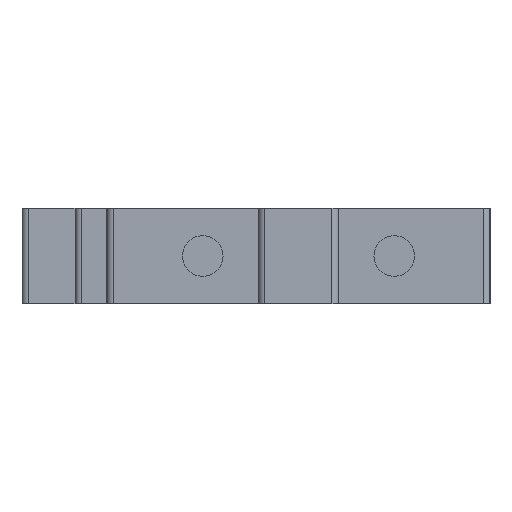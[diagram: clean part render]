
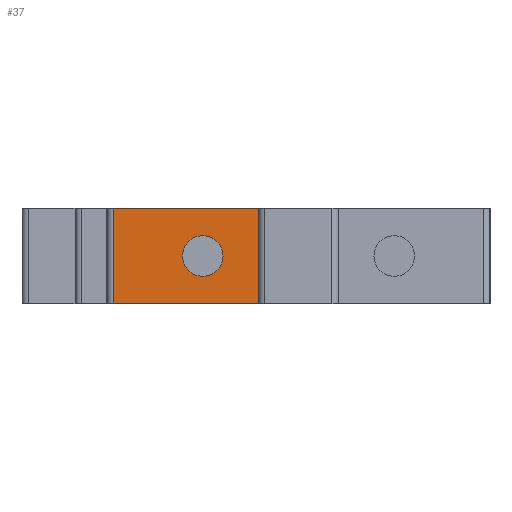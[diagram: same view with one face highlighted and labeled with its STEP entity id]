
A CAD part, left-side view. The second image highlights one B-rep face of the part: STEP entity #37.
In plain terms, the highlighted planar face has unit normal (-1, 0, 0).
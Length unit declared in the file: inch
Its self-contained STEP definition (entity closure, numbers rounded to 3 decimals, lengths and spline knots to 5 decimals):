
#30 = CARTESIAN_POINT ( 'NONE',  ( -3.5625, 1.625, 0.858 ) ) ;
#37 = ADVANCED_FACE ( 'NONE', ( #2235, #2656 ), #174, .F. ) ;
#76 = DIRECTION ( 'NONE',  ( 0., 0., 1. ) ) ;
#106 = CARTESIAN_POINT ( 'NONE',  ( -3.5625, 1.40625, 2.25343 ) ) ;
#112 = EDGE_CURVE ( 'NONE', #1271, #270, #1455, .T. ) ;
#174 = PLANE ( 'NONE',  #411 ) ;
#270 = VERTEX_POINT ( 'NONE', #2188 ) ;
#299 = CARTESIAN_POINT ( 'NONE',  ( -3.5625, 1.40625, 0.75 ) ) ;
#401 = EDGE_CURVE ( 'NONE', #784, #1961, #2297, .T. ) ;
#411 = AXIS2_PLACEMENT_3D ( 'NONE', #1616, #2052, #2419 ) ;
#428 = CARTESIAN_POINT ( 'NONE',  ( -3.5625, 1.625, 0.9375 ) ) ;
#462 = CARTESIAN_POINT ( 'NONE',  ( -3.5625, 1.975, 0.75 ) ) ;
#470 = ORIENTED_EDGE ( 'NONE', *, *, #1512, .F. ) ;
#560 = VECTOR ( 'NONE', #1509, 39.37008 ) ;
#573 = ORIENTED_EDGE ( 'NONE', *, *, #2449, .T. ) ;
#763 = LINE ( 'NONE', #106, #1357 ) ;
#784 = VERTEX_POINT ( 'NONE', #299 ) ;
#877 = ORIENTED_EDGE ( 'NONE', *, *, #1541, .F. ) ;
#952 = DIRECTION ( 'NONE',  ( 0., 0., -1. ) ) ;
#1271 = VERTEX_POINT ( 'NONE', #1559 ) ;
#1277 = CARTESIAN_POINT ( 'NONE',  ( -3.5625, 1.625, 1.017 ) ) ;
#1334 = DIRECTION ( 'NONE',  ( -1., 0., 0. ) ) ;
#1348 = DIRECTION ( 'NONE',  ( 0., 0., -1. ) ) ;
#1357 = VECTOR ( 'NONE', #1348, 39.37008 ) ;
#1360 = ORIENTED_EDGE ( 'NONE', *, *, #112, .T. ) ;
#1405 = VERTEX_POINT ( 'NONE', #30 ) ;
#1455 = LINE ( 'NONE', #2065, #1586 ) ;
#1509 = DIRECTION ( 'NONE',  ( 0., 1., 0. ) ) ;
#1512 = EDGE_CURVE ( 'NONE', #1271, #784, #763, .T. ) ;
#1541 = EDGE_CURVE ( 'NONE', #1745, #1405, #2600, .T. ) ;
#1549 = ORIENTED_EDGE ( 'NONE', *, *, #2378, .F. ) ;
#1559 = CARTESIAN_POINT ( 'NONE',  ( -3.5625, 1.40625, 1.125 ) ) ;
#1560 = EDGE_LOOP ( 'NONE', ( #1360, #573, #2305, #470 ) ) ;
#1586 = VECTOR ( 'NONE', #1893, 39.37008 ) ;
#1616 = CARTESIAN_POINT ( 'NONE',  ( -3.5625, 0.5, 0.75 ) ) ;
#1630 = DIRECTION ( 'NONE',  ( -1., 0., 0. ) ) ;
#1693 = CARTESIAN_POINT ( 'NONE',  ( -3.5625, 0.5, 0.75 ) ) ;
#1730 = EDGE_LOOP ( 'NONE', ( #877, #1549 ) ) ;
#1745 = VERTEX_POINT ( 'NONE', #1277 ) ;
#1893 = DIRECTION ( 'NONE',  ( 0., 1., 0. ) ) ;
#1961 = VERTEX_POINT ( 'NONE', #462 ) ;
#2052 = DIRECTION ( 'NONE',  ( 1., 0., 0. ) ) ;
#2065 = CARTESIAN_POINT ( 'NONE',  ( -3.5625, 0.5, 1.125 ) ) ;
#2163 = CARTESIAN_POINT ( 'NONE',  ( -3.5625, 1.625, 0.9375 ) ) ;
#2188 = CARTESIAN_POINT ( 'NONE',  ( -3.5625, 1.975, 1.125 ) ) ;
#2195 = VECTOR ( 'NONE', #952, 39.37008 ) ;
#2206 = LINE ( 'NONE', #2575, #2195 ) ;
#2235 = FACE_BOUND ( 'NONE', #1730, .T. ) ;
#2270 = CIRCLE ( 'NONE', #2608, 0.0795 ) ;
#2297 = LINE ( 'NONE', #1693, #560 ) ;
#2305 = ORIENTED_EDGE ( 'NONE', *, *, #401, .F. ) ;
#2345 = AXIS2_PLACEMENT_3D ( 'NONE', #2163, #1334, #76 ) ;
#2378 = EDGE_CURVE ( 'NONE', #1405, #1745, #2270, .T. ) ;
#2419 = DIRECTION ( 'NONE',  ( 0., 1., 0. ) ) ;
#2428 = DIRECTION ( 'NONE',  ( 0., 0., 1. ) ) ;
#2449 = EDGE_CURVE ( 'NONE', #270, #1961, #2206, .T. ) ;
#2575 = CARTESIAN_POINT ( 'NONE',  ( -3.5625, 1.975, 0.75 ) ) ;
#2600 = CIRCLE ( 'NONE', #2345, 0.0795 ) ;
#2608 = AXIS2_PLACEMENT_3D ( 'NONE', #428, #1630, #2428 ) ;
#2656 = FACE_OUTER_BOUND ( 'NONE', #1560, .T. ) ;
